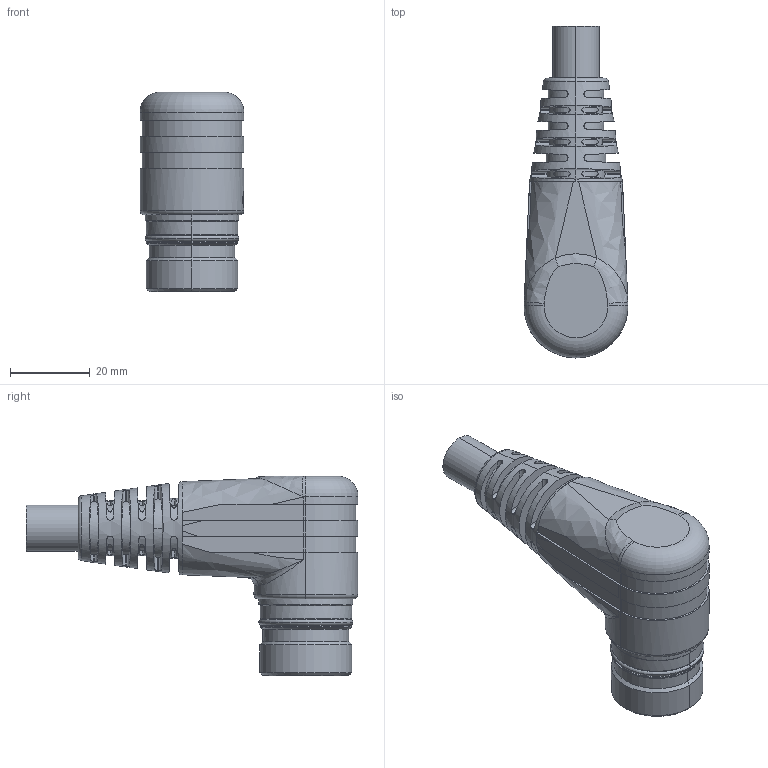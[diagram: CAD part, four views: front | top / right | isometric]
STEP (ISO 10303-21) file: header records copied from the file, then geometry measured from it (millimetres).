
FILE_DESCRIPTION(('CATIA V5 STEP Exchange','CAx-IF Rec.Pracs.--- Model Styling and Organization---1.4--- 2014-01-23'),'2;1');
FILE_NAME ('022721-1_1_1818090100_1818090100.stp','2020-03-30T07:58:25+00:00',('none'),('Weidmueller'),'CATIA Version 5-6 Release 2016 SP3 HF44','CATIA V5 STEP AP214','none');
FILE_SCHEMA(('AUTOMOTIVE_DESIGN { 1 0 10303 214 1 1 1 1 }'));
Length unit declared in the file: millimetre
Products named in the file (1): 1818090100
Bounding box: 26 x 83 x 49.9 mm (x, y, z)
Volume: 38867.6 mm3; surface area: 13340.8 mm2
Topology: 26 solids, 26 shells, 771 faces, 1903 edges, 1241 vertices
Faces by surface type: plane 377, cylinder 235, bspline 78, torus 67, cone 14
Entity records: 28090 total; most frequent: CARTESIAN_POINT 11575, ORIENTED_EDGE 3802, DIRECTION 2536, EDGE_CURVE 1891, VERTEX_POINT 1230, AXIS2_PLACEMENT_3D 1005, VECTOR 906, LINE 906
